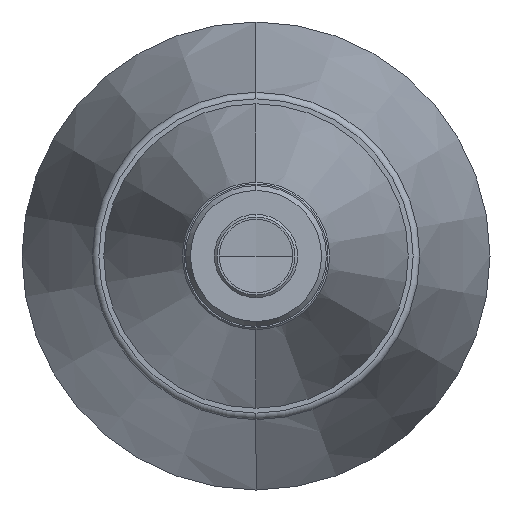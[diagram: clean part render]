
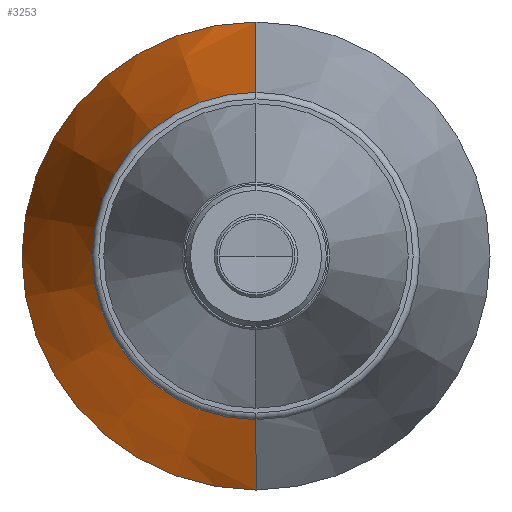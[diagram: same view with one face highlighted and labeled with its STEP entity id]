
A CAD part, left-side view. The second image highlights one B-rep face of the part: STEP entity #3253.
In plain terms, the highlighted conical face has half-angle 13.358 degrees and reference radius 50 mm.
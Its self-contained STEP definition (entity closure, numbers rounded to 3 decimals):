
#353 = EDGE_LOOP ( 'NONE', ( #2547, #1868, #997, #3611 ) ) ;
#494 = CARTESIAN_POINT ( 'NONE',  ( 221.941, 0., 50. ) ) ;
#599 = DIRECTION ( 'NONE',  ( -1., 0., 0. ) ) ;
#704 = DIRECTION ( 'NONE',  ( 1., 0., 0. ) ) ;
#726 = DIRECTION ( 'NONE',  ( 0., 0., -1. ) ) ;
#971 = LINE ( 'NONE', #2197, #4037 ) ;
#975 = VERTEX_POINT ( 'NONE', #5140 ) ;
#997 = ORIENTED_EDGE ( 'NONE', *, *, #1254, .T. ) ;
#1209 = CONICAL_SURFACE ( 'NONE', #1630, 50., 0.233 ) ;
#1254 = EDGE_CURVE ( 'NONE', #975, #3595, #2576, .T. ) ;
#1285 = VECTOR ( 'NONE', #3809, 1000. ) ;
#1329 = DIRECTION ( 'NONE',  ( -1., 0., 0. ) ) ;
#1630 = AXIS2_PLACEMENT_3D ( 'NONE', #4312, #704, #726 ) ;
#1868 = ORIENTED_EDGE ( 'NONE', *, *, #4126, .T. ) ;
#2197 = CARTESIAN_POINT ( 'NONE',  ( 221.941, 0., 50. ) ) ;
#2240 = VERTEX_POINT ( 'NONE', #494 ) ;
#2390 = CIRCLE ( 'NONE', #4392, 50. ) ;
#2535 = CARTESIAN_POINT ( 'NONE',  ( 221.941, 0., -50. ) ) ;
#2547 = ORIENTED_EDGE ( 'NONE', *, *, #3507, .F. ) ;
#2576 = CIRCLE ( 'NONE', #4780, 71.5 ) ;
#2786 = FACE_OUTER_BOUND ( 'NONE', #353, .T. ) ;
#2994 = CARTESIAN_POINT ( 'NONE',  ( 221.941, 0., 0. ) ) ;
#3099 = DIRECTION ( 'NONE',  ( 0.973, 0., 0.231 ) ) ;
#3253 = ADVANCED_FACE ( 'NONE', ( #2786 ), #1209, .T. ) ;
#3373 = VERTEX_POINT ( 'NONE', #2535 ) ;
#3396 = DIRECTION ( 'NONE',  ( 0., 0., 1. ) ) ;
#3507 = EDGE_CURVE ( 'NONE', #2240, #3373, #2390, .T. ) ;
#3595 = VERTEX_POINT ( 'NONE', #4634 ) ;
#3611 = ORIENTED_EDGE ( 'NONE', *, *, #4593, .F. ) ;
#3764 = CARTESIAN_POINT ( 'NONE',  ( 312.48, 0., 0. ) ) ;
#3809 = DIRECTION ( 'NONE',  ( 0.973, 0., -0.231 ) ) ;
#4037 = VECTOR ( 'NONE', #3099, 1000. ) ;
#4126 = EDGE_CURVE ( 'NONE', #2240, #975, #971, .T. ) ;
#4152 = DIRECTION ( 'NONE',  ( 0., 0., 1. ) ) ;
#4189 = CARTESIAN_POINT ( 'NONE',  ( 221.941, 0., -50. ) ) ;
#4312 = CARTESIAN_POINT ( 'NONE',  ( 221.941, 0., 0. ) ) ;
#4392 = AXIS2_PLACEMENT_3D ( 'NONE', #2994, #599, #3396 ) ;
#4505 = LINE ( 'NONE', #4189, #1285 ) ;
#4593 = EDGE_CURVE ( 'NONE', #3373, #3595, #4505, .T. ) ;
#4634 = CARTESIAN_POINT ( 'NONE',  ( 312.48, 0., -71.5 ) ) ;
#4780 = AXIS2_PLACEMENT_3D ( 'NONE', #3764, #1329, #4152 ) ;
#5140 = CARTESIAN_POINT ( 'NONE',  ( 312.48, 0., 71.5 ) ) ;
